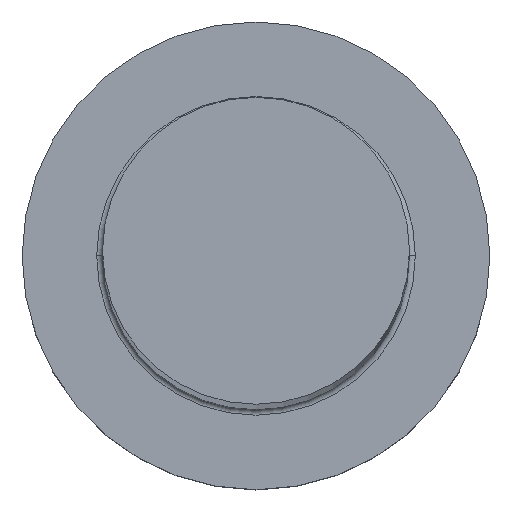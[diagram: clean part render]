
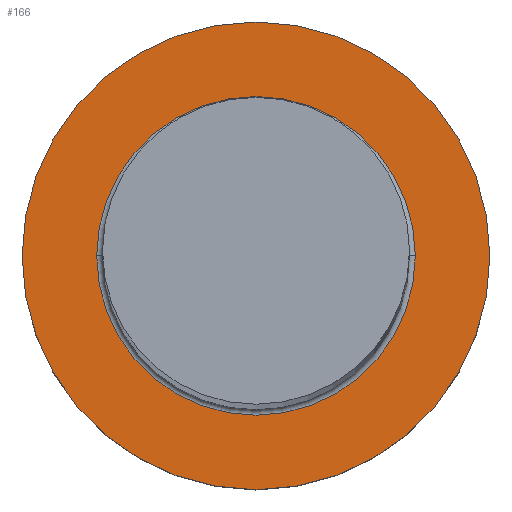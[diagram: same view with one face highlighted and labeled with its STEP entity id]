
A CAD part, top view. The second image highlights one B-rep face of the part: STEP entity #166.
In plain terms, the highlighted planar face has unit normal (0, 0, 1).
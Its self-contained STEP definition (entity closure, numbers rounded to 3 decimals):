
#8 = CARTESIAN_POINT ( 'NONE',  ( 8., 0., 5. ) ) ;
#11 = CARTESIAN_POINT ( 'NONE',  ( 0., 0., 5. ) ) ;
#15 = AXIS2_PLACEMENT_3D ( 'NONE', #11, #276, #252 ) ;
#20 = FACE_BOUND ( 'NONE', #227, .T. ) ;
#37 = DIRECTION ( 'NONE',  ( 1., 0., 0. ) ) ;
#45 = VERTEX_POINT ( 'NONE', #8 ) ;
#49 = DIRECTION ( 'NONE',  ( 0., 0., 1. ) ) ;
#52 = DIRECTION ( 'NONE',  ( 0., 0., 1. ) ) ;
#53 = EDGE_CURVE ( 'NONE', #45, #92, #114, .T. ) ;
#60 = DIRECTION ( 'NONE',  ( 0., 0., -1. ) ) ;
#64 = EDGE_CURVE ( 'NONE', #92, #45, #154, .T. ) ;
#76 = AXIS2_PLACEMENT_3D ( 'NONE', #179, #52, #37 ) ;
#82 = CARTESIAN_POINT ( 'NONE',  ( -8., 0., 5. ) ) ;
#91 = ORIENTED_EDGE ( 'NONE', *, *, #284, .T. ) ;
#92 = VERTEX_POINT ( 'NONE', #82 ) ;
#106 = DIRECTION ( 'NONE',  ( 1., 0., 0. ) ) ;
#110 = CARTESIAN_POINT ( 'NONE',  ( -5.45, 0., 5. ) ) ;
#112 = PLANE ( 'NONE',  #76 ) ;
#114 = CIRCLE ( 'NONE', #148, 8. ) ;
#116 = EDGE_LOOP ( 'NONE', ( #223, #181 ) ) ;
#122 = DIRECTION ( 'NONE',  ( 0., 0., 1. ) ) ;
#131 = CARTESIAN_POINT ( 'NONE',  ( 5.45, 0., 5. ) ) ;
#148 = AXIS2_PLACEMENT_3D ( 'NONE', #195, #122, #293 ) ;
#154 = CIRCLE ( 'NONE', #187, 8. ) ;
#166 = ADVANCED_FACE ( 'NONE', ( #20, #184 ), #112, .T. ) ;
#179 = CARTESIAN_POINT ( 'NONE',  ( 0., 0., 5. ) ) ;
#181 = ORIENTED_EDGE ( 'NONE', *, *, #53, .T. ) ;
#184 = FACE_OUTER_BOUND ( 'NONE', #116, .T. ) ;
#187 = AXIS2_PLACEMENT_3D ( 'NONE', #268, #49, #271 ) ;
#195 = CARTESIAN_POINT ( 'NONE',  ( 0., 0., 5. ) ) ;
#207 = AXIS2_PLACEMENT_3D ( 'NONE', #278, #60, #106 ) ;
#212 = ORIENTED_EDGE ( 'NONE', *, *, #247, .T. ) ;
#223 = ORIENTED_EDGE ( 'NONE', *, *, #64, .T. ) ;
#227 = EDGE_LOOP ( 'NONE', ( #212, #91 ) ) ;
#235 = VERTEX_POINT ( 'NONE', #131 ) ;
#238 = VERTEX_POINT ( 'NONE', #110 ) ;
#247 = EDGE_CURVE ( 'NONE', #235, #238, #294, .T. ) ;
#252 = DIRECTION ( 'NONE',  ( 1., 0., 0. ) ) ;
#268 = CARTESIAN_POINT ( 'NONE',  ( 0., 0., 5. ) ) ;
#271 = DIRECTION ( 'NONE',  ( 1., 0., 0. ) ) ;
#276 = DIRECTION ( 'NONE',  ( 0., 0., -1. ) ) ;
#278 = CARTESIAN_POINT ( 'NONE',  ( 0., 0., 5. ) ) ;
#283 = CIRCLE ( 'NONE', #15, 5.45 ) ;
#284 = EDGE_CURVE ( 'NONE', #238, #235, #283, .T. ) ;
#293 = DIRECTION ( 'NONE',  ( 1., 0., 0. ) ) ;
#294 = CIRCLE ( 'NONE', #207, 5.45 ) ;
